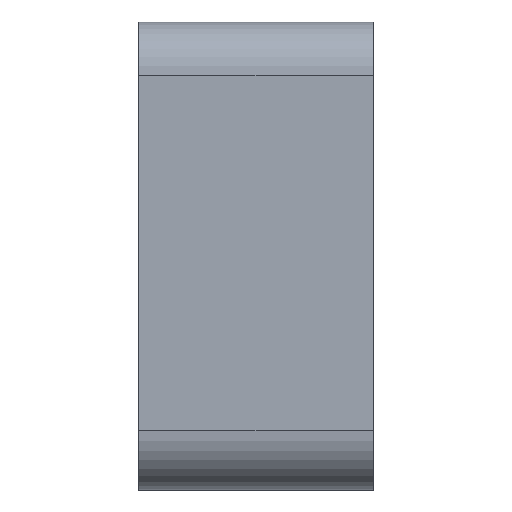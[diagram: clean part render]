
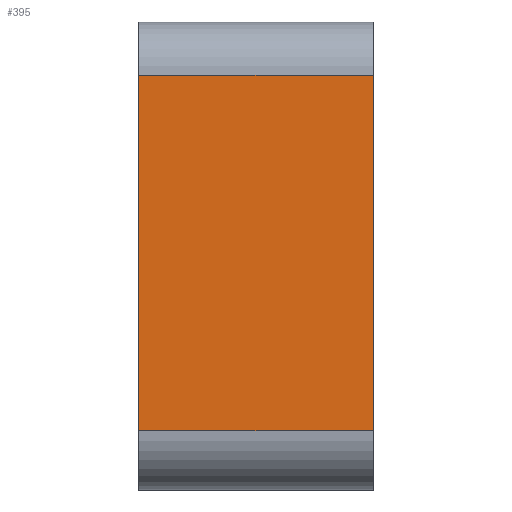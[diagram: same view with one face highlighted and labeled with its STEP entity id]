
A CAD part, left-side view. The second image highlights one B-rep face of the part: STEP entity #395.
In plain terms, the highlighted planar face has unit normal (-1, 0, 0).
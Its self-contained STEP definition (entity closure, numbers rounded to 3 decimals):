
#59=ORIENTED_EDGE('',*,*,#171,.T.);
#60=ORIENTED_EDGE('',*,*,#172,.F.);
#61=ORIENTED_EDGE('',*,*,#173,.F.);
#62=ORIENTED_EDGE('',*,*,#174,.T.);
#171=EDGE_CURVE('',#227,#228,#263,.T.);
#172=EDGE_CURVE('',#229,#228,#264,.T.);
#173=EDGE_CURVE('',#230,#229,#265,.T.);
#174=EDGE_CURVE('',#230,#227,#266,.T.);
#227=VERTEX_POINT('',#610);
#228=VERTEX_POINT('',#611);
#229=VERTEX_POINT('',#613);
#230=VERTEX_POINT('',#615);
#263=LINE('',#609,#301);
#264=LINE('',#612,#302);
#265=LINE('',#614,#303);
#266=LINE('',#616,#304);
#301=VECTOR('',#487,1000.);
#302=VECTOR('',#488,1000.);
#303=VECTOR('',#489,1000.);
#304=VECTOR('',#490,1000.);
#335=EDGE_LOOP('',(#59,#60,#61,#62));
#359=FACE_BOUND('',#335,.T.);
#382=PLANE('',#433);
#395=ADVANCED_FACE('',(#359),#382,.T.);
#433=AXIS2_PLACEMENT_3D('',#608,#485,#486);
#485=DIRECTION('',(-1.,0.,0.));
#486=DIRECTION('',(0.,0.,1.));
#487=DIRECTION('',(0.,0.,1.));
#488=DIRECTION('',(0.,-1.,0.));
#489=DIRECTION('',(0.,0.,1.));
#490=DIRECTION('',(0.,-1.,0.));
#608=CARTESIAN_POINT('',(-0.075,3.467,-1.));
#609=CARTESIAN_POINT('',(-0.075,0.43,-1.));
#610=CARTESIAN_POINT('',(-0.075,0.43,-1.));
#611=CARTESIAN_POINT('',(-0.075,0.43,1.));
#612=CARTESIAN_POINT('',(-0.075,3.467,1.));
#613=CARTESIAN_POINT('',(-0.075,3.467,1.));
#614=CARTESIAN_POINT('',(-0.075,3.467,-1.));
#615=CARTESIAN_POINT('',(-0.075,3.467,-1.));
#616=CARTESIAN_POINT('',(-0.075,3.467,-1.));
